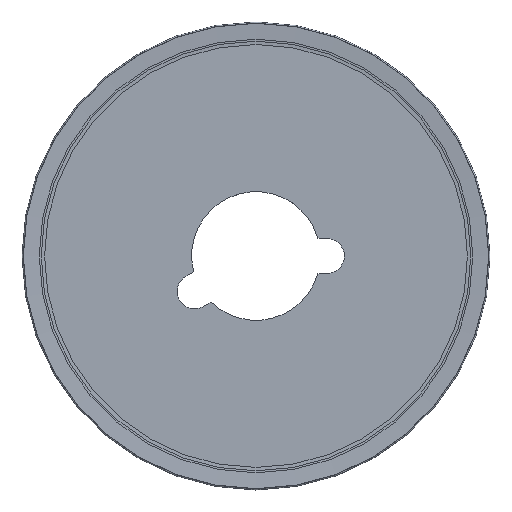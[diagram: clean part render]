
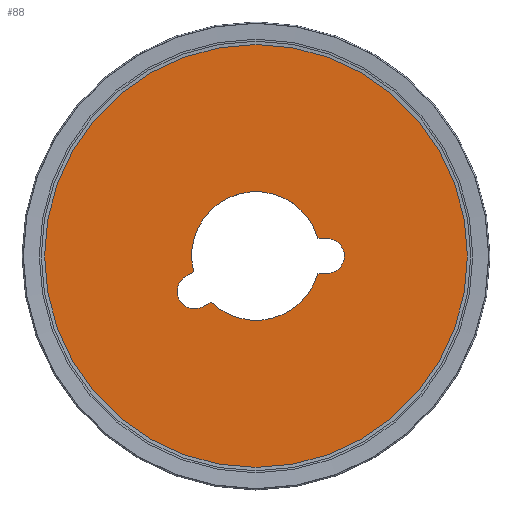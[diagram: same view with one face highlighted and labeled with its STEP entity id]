
A CAD part, top view. The second image highlights one B-rep face of the part: STEP entity #88.
In plain terms, the highlighted planar face has unit normal (0, 0, 1).
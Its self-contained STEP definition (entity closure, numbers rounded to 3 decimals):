
#51=PLANE('',#394);
#57=FACE_BOUND('',#126,.T.);
#58=FACE_BOUND('',#127,.T.);
#88=ADVANCED_FACE('',(#57,#58),#51,.T.);
#126=EDGE_LOOP('',(#189,#190,#191,#192,#193,#194,#195,#196));
#127=EDGE_LOOP('',(#197));
#163=CIRCLE('',#387,11.);
#165=CIRCLE('',#390,3.);
#166=CIRCLE('',#391,11.);
#167=CIRCLE('',#392,3.);
#168=CIRCLE('',#393,39.4);
#189=ORIENTED_EDGE('',*,*,#295,.F.);
#190=ORIENTED_EDGE('',*,*,#296,.F.);
#191=ORIENTED_EDGE('',*,*,#297,.F.);
#192=ORIENTED_EDGE('',*,*,#298,.T.);
#193=ORIENTED_EDGE('',*,*,#299,.F.);
#194=ORIENTED_EDGE('',*,*,#300,.F.);
#195=ORIENTED_EDGE('',*,*,#301,.F.);
#196=ORIENTED_EDGE('',*,*,#292,.T.);
#197=ORIENTED_EDGE('',*,*,#302,.F.);
#262=VERTEX_POINT('',#550);
#263=VERTEX_POINT('',#552);
#265=VERTEX_POINT('',#558);
#266=VERTEX_POINT('',#560);
#267=VERTEX_POINT('',#562);
#268=VERTEX_POINT('',#564);
#269=VERTEX_POINT('',#566);
#270=VERTEX_POINT('',#568);
#271=VERTEX_POINT('',#571);
#292=EDGE_CURVE('',#263,#262,#163,.T.);
#295=EDGE_CURVE('',#265,#262,#331,.T.);
#296=EDGE_CURVE('',#266,#265,#165,.T.);
#297=EDGE_CURVE('',#267,#266,#332,.T.);
#298=EDGE_CURVE('',#267,#268,#166,.T.);
#299=EDGE_CURVE('',#269,#268,#333,.T.);
#300=EDGE_CURVE('',#270,#269,#167,.T.);
#301=EDGE_CURVE('',#263,#270,#334,.T.);
#302=EDGE_CURVE('',#271,#271,#168,.T.);
#331=LINE('',#557,#347);
#332=LINE('',#561,#348);
#333=LINE('',#565,#349);
#334=LINE('',#569,#350);
#347=VECTOR('',#447,1.);
#348=VECTOR('',#450,1.);
#349=VECTOR('',#453,1.);
#350=VECTOR('',#456,1.);
#387=AXIS2_PLACEMENT_3D('',#551,#440,#441);
#390=AXIS2_PLACEMENT_3D('',#559,#448,#449);
#391=AXIS2_PLACEMENT_3D('',#563,#451,#452);
#392=AXIS2_PLACEMENT_3D('',#567,#454,#455);
#393=AXIS2_PLACEMENT_3D('',#570,#457,#458);
#394=AXIS2_PLACEMENT_3D('',#572,#459,#460);
#440=DIRECTION('',(0.,0.,-1.));
#441=DIRECTION('',(-1.,0.,0.));
#447=DIRECTION('',(0.866,0.5,0.));
#448=DIRECTION('',(0.,0.,1.));
#449=DIRECTION('',(1.,0.,0.));
#450=DIRECTION('',(-0.866,-0.5,0.));
#451=DIRECTION('',(0.,0.,-1.));
#452=DIRECTION('',(-1.,0.,0.));
#453=DIRECTION('',(-1.,0.,0.));
#454=DIRECTION('',(0.,0.,1.));
#455=DIRECTION('',(1.,0.,0.));
#456=DIRECTION('',(1.,0.,0.));
#457=DIRECTION('',(0.,0.,-1.));
#458=DIRECTION('',(-1.,0.,0.));
#459=DIRECTION('',(0.,0.,1.));
#460=DIRECTION('',(-1.,0.,0.));
#550=CARTESIAN_POINT('',(-7.665,-7.89,0.));
#551=CARTESIAN_POINT('',(0.,0.,0.));
#552=CARTESIAN_POINT('',(10.583,-3.,0.));
#557=CARTESIAN_POINT('',(-28.05,-19.659,0.));
#558=CARTESIAN_POINT('',(-8.979,-8.648,0.));
#559=CARTESIAN_POINT('',(-10.479,-6.05,0.));
#560=CARTESIAN_POINT('',(-11.979,-3.452,0.));
#561=CARTESIAN_POINT('',(-31.05,-14.463,0.));
#562=CARTESIAN_POINT('',(-10.665,-2.693,0.));
#563=CARTESIAN_POINT('',(0.,0.,0.));
#564=CARTESIAN_POINT('',(10.583,3.,0.));
#565=CARTESIAN_POINT('',(-39.4,3.,0.));
#566=CARTESIAN_POINT('',(12.1,3.,0.));
#567=CARTESIAN_POINT('',(12.1,0.,0.));
#568=CARTESIAN_POINT('',(12.1,-3.,0.));
#569=CARTESIAN_POINT('',(-39.4,-3.,0.));
#570=CARTESIAN_POINT('',(0.,0.,0.));
#571=CARTESIAN_POINT('',(-39.4,0.,0.));
#572=CARTESIAN_POINT('',(-39.4,0.,0.));
